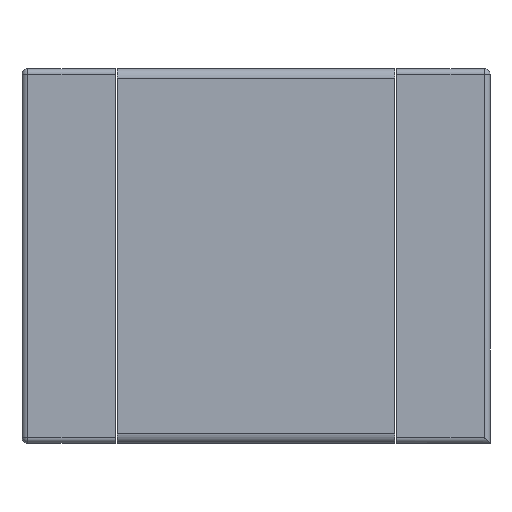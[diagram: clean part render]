
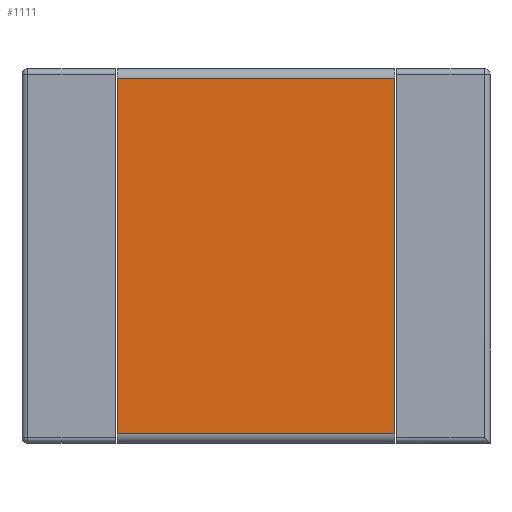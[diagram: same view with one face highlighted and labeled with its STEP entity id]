
A CAD part, front view. The second image highlights one B-rep face of the part: STEP entity #1111.
In plain terms, the highlighted planar face has unit normal (0, -1, 0).
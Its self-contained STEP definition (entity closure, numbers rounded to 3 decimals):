
#934=DIRECTION('',(1.,0.,0.));
#935=VECTOR('',#934,1.48);
#936=CARTESIAN_POINT('',(-0.74,0.,-0.95));
#937=LINE('',#936,#935);
#938=DIRECTION('',(0.,0.,-1.));
#939=VECTOR('',#938,1.9);
#940=CARTESIAN_POINT('',(-0.74,0.,0.95));
#941=LINE('',#940,#939);
#942=DIRECTION('',(-1.,0.,0.));
#943=VECTOR('',#942,1.48);
#944=CARTESIAN_POINT('',(0.74,0.,0.95));
#945=LINE('',#944,#943);
#946=DIRECTION('',(0.,0.,-1.));
#947=VECTOR('',#946,1.9);
#948=CARTESIAN_POINT('',(0.74,0.,0.95));
#949=LINE('',#948,#947);
#974=CARTESIAN_POINT('',(0.74,0.,-0.95));
#976=VERTEX_POINT('',#974);
#980=CARTESIAN_POINT('',(-0.74,0.,-0.95));
#981=VERTEX_POINT('',#980);
#990=CARTESIAN_POINT('',(-0.74,0.,0.95));
#992=VERTEX_POINT('',#990);
#996=CARTESIAN_POINT('',(0.74,0.,0.95));
#997=VERTEX_POINT('',#996);
#1099=CARTESIAN_POINT('',(0.,0.,0.));
#1100=DIRECTION('',(0.,1.,0.));
#1101=DIRECTION('',(1.,0.,0.));
#1102=AXIS2_PLACEMENT_3D('',#1099,#1100,#1101);
#1103=PLANE('',#1102);
#1104=ORIENTED_EDGE('',*,*,#1094,.F.);
#1105=ORIENTED_EDGE('',*,*,#1043,.F.);
#1107=ORIENTED_EDGE('',*,*,#1106,.F.);
#1108=ORIENTED_EDGE('',*,*,#1074,.T.);
#1109=EDGE_LOOP('',(#1104,#1105,#1107,#1108));
#1110=FACE_OUTER_BOUND('',#1109,.F.);
#1043=EDGE_CURVE('',#992,#981,#941,.T.);
#1074=EDGE_CURVE('',#997,#976,#949,.T.);
#1094=EDGE_CURVE('',#981,#976,#937,.T.);
#1106=EDGE_CURVE('',#997,#992,#945,.T.);
#1111=ADVANCED_FACE('',(#1110),#1103,.F.);
